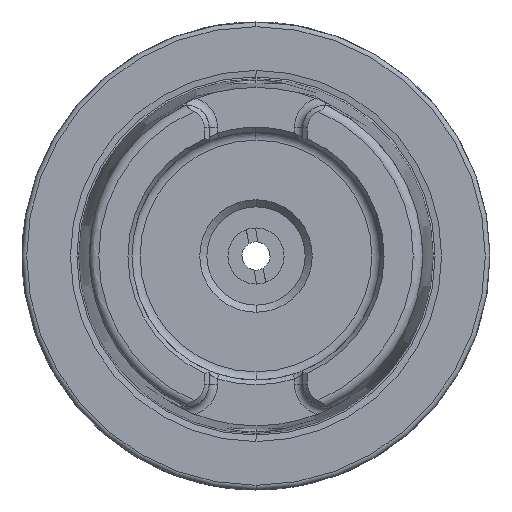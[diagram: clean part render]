
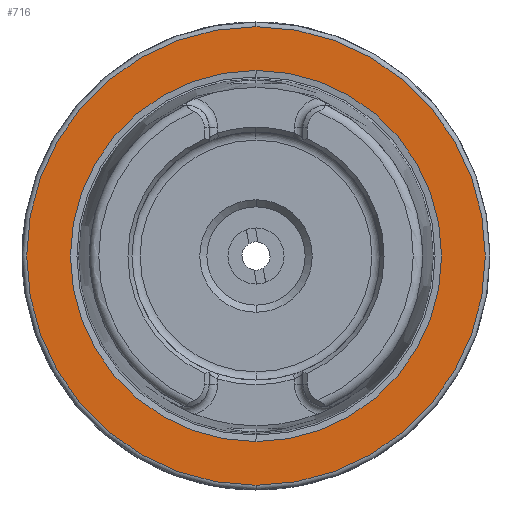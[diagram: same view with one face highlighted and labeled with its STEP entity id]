
A CAD part, left-side view. The second image highlights one B-rep face of the part: STEP entity #716.
In plain terms, the highlighted planar face has unit normal (-1, 0, 0).
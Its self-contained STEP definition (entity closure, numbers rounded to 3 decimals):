
#624 = EDGE_CURVE ( 'NONE', #6964, #3021, #8721, .T. ) ;
#677 = ORIENTED_EDGE ( 'NONE', *, *, #7821, .T. ) ;
#716 = ADVANCED_FACE ( 'NONE', ( #2086, #5091 ), #2462, .T. ) ;
#851 = ORIENTED_EDGE ( 'NONE', *, *, #6456, .F. ) ;
#1575 = EDGE_CURVE ( 'NONE', #7161, #1721, #2740, .T. ) ;
#1656 = AXIS2_PLACEMENT_3D ( 'NONE', #5169, #3604, #8050 ) ;
#1721 = VERTEX_POINT ( 'NONE', #2968 ) ;
#1919 = DIRECTION ( 'NONE',  ( 0., 0., 1. ) ) ;
#2086 = FACE_BOUND ( 'NONE', #3311, .T. ) ;
#2120 = CARTESIAN_POINT ( 'NONE',  ( 0., 0., 49. ) ) ;
#2241 = CIRCLE ( 'NONE', #8948, 49. ) ;
#2457 = AXIS2_PLACEMENT_3D ( 'NONE', #4501, #5954, #8115 ) ;
#2462 = PLANE ( 'NONE',  #7481 ) ;
#2643 = DIRECTION ( 'NONE',  ( -1., 0., 0. ) ) ;
#2740 = CIRCLE ( 'NONE', #1656, 49. ) ;
#2762 = CARTESIAN_POINT ( 'NONE',  ( 0., 0., 0. ) ) ;
#2968 = CARTESIAN_POINT ( 'NONE',  ( 0., 0., -49. ) ) ;
#2994 = DIRECTION ( 'NONE',  ( 1., 0., 0. ) ) ;
#3021 = VERTEX_POINT ( 'NONE', #6790 ) ;
#3311 = EDGE_LOOP ( 'NONE', ( #677, #8178 ) ) ;
#3604 = DIRECTION ( 'NONE',  ( 1., 0., 0. ) ) ;
#3697 = DIRECTION ( 'NONE',  ( 1., 0., 0. ) ) ;
#3999 = CIRCLE ( 'NONE', #7293, 39.647 ) ;
#4463 = ORIENTED_EDGE ( 'NONE', *, *, #1575, .F. ) ;
#4501 = CARTESIAN_POINT ( 'NONE',  ( 0., 0., 0. ) ) ;
#4918 = CARTESIAN_POINT ( 'NONE',  ( 0., 39.647, 0. ) ) ;
#5091 = FACE_OUTER_BOUND ( 'NONE', #8822, .T. ) ;
#5169 = CARTESIAN_POINT ( 'NONE',  ( 0., 0., 0. ) ) ;
#5755 = CARTESIAN_POINT ( 'NONE',  ( 0., 0., -39.647 ) ) ;
#5954 = DIRECTION ( 'NONE',  ( 1., 0., 0. ) ) ;
#6456 = EDGE_CURVE ( 'NONE', #1721, #7161, #2241, .T. ) ;
#6790 = CARTESIAN_POINT ( 'NONE',  ( 0., 0., 39.647 ) ) ;
#6964 = VERTEX_POINT ( 'NONE', #5755 ) ;
#7161 = VERTEX_POINT ( 'NONE', #2120 ) ;
#7293 = AXIS2_PLACEMENT_3D ( 'NONE', #2762, #2994, #8064 ) ;
#7462 = CARTESIAN_POINT ( 'NONE',  ( 0., 0., 0. ) ) ;
#7481 = AXIS2_PLACEMENT_3D ( 'NONE', #4918, #2643, #1919 ) ;
#7821 = EDGE_CURVE ( 'NONE', #3021, #6964, #3999, .T. ) ;
#8003 = DIRECTION ( 'NONE',  ( 0., 0., -1. ) ) ;
#8050 = DIRECTION ( 'NONE',  ( 0., 0., -1. ) ) ;
#8064 = DIRECTION ( 'NONE',  ( 0., 0., -1. ) ) ;
#8115 = DIRECTION ( 'NONE',  ( 0., 0., -1. ) ) ;
#8178 = ORIENTED_EDGE ( 'NONE', *, *, #624, .T. ) ;
#8721 = CIRCLE ( 'NONE', #2457, 39.647 ) ;
#8822 = EDGE_LOOP ( 'NONE', ( #851, #4463 ) ) ;
#8948 = AXIS2_PLACEMENT_3D ( 'NONE', #7462, #3697, #8003 ) ;
